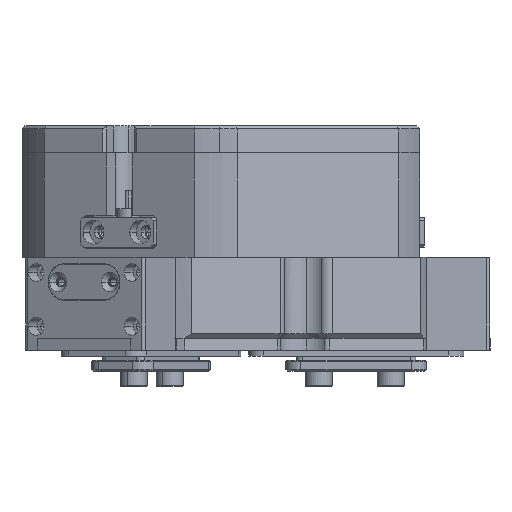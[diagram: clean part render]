
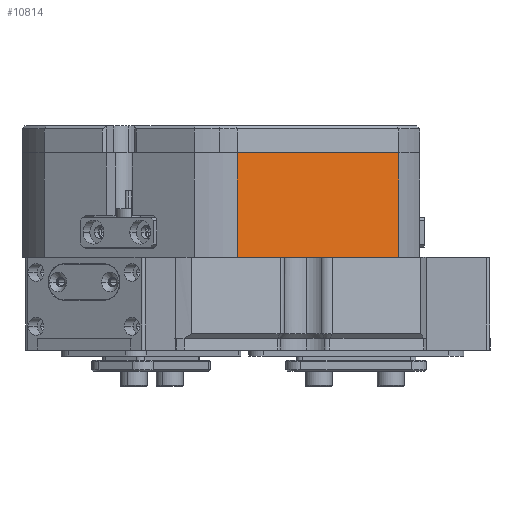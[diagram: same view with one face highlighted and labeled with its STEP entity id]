
A CAD part, front view. The second image highlights one B-rep face of the part: STEP entity #10814.
In plain terms, the highlighted planar face has unit normal (0.5, -0.866, 0).
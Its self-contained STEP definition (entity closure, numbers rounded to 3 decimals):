
#1667 = CARTESIAN_POINT ( 'NONE',  ( 69.443, -7.109, 145. ) ) ;
#4344 = ORIENTED_EDGE ( 'NONE', *, *, #6638, .F. ) ;
#4398 = DIRECTION ( 'NONE',  ( -0.866, -0.5, 0. ) ) ;
#6432 = AXIS2_PLACEMENT_3D ( 'NONE', #7721, #14758, #4398 ) ;
#6638 = EDGE_CURVE ( 'NONE', #34193, #9271, #34185, .T. ) ;
#7429 = VECTOR ( 'NONE', #24311, 1000. ) ;
#7721 = CARTESIAN_POINT ( 'NONE',  ( 69.443, -7.109, 211.198 ) ) ;
#7854 = VECTOR ( 'NONE', #11102, 1000. ) ;
#7918 = PLANE ( 'NONE',  #6432 ) ;
#8108 = FACE_OUTER_BOUND ( 'NONE', #22789, .T. ) ;
#9271 = VERTEX_POINT ( 'NONE', #24926 ) ;
#10814 = ADVANCED_FACE ( 'NONE', ( #8108 ), #7918, .F. ) ;
#11102 = DIRECTION ( 'NONE',  ( -0.866, -0.5, 0. ) ) ;
#14758 = DIRECTION ( 'NONE',  ( -0.5, 0.866, 0. ) ) ;
#16101 = LINE ( 'NONE', #1667, #7854 ) ;
#19442 = CARTESIAN_POINT ( 'NONE',  ( 17.482, -37.109, 180. ) ) ;
#22107 = ORIENTED_EDGE ( 'NONE', *, *, #60570, .F. ) ;
#22597 = VERTEX_POINT ( 'NONE', #51512 ) ;
#22789 = EDGE_LOOP ( 'NONE', ( #22107, #26504, #33317, #4344 ) ) ;
#24311 = DIRECTION ( 'NONE',  ( -0.866, -0.5, 0. ) ) ;
#24926 = CARTESIAN_POINT ( 'NONE',  ( -9.532, -52.705, 180. ) ) ;
#26504 = ORIENTED_EDGE ( 'NONE', *, *, #31322, .F. ) ;
#28300 = VERTEX_POINT ( 'NONE', #55082 ) ;
#31322 = EDGE_CURVE ( 'NONE', #22597, #28300, #50124, .T. ) ;
#33317 = ORIENTED_EDGE ( 'NONE', *, *, #37121, .T. ) ;
#34185 = LINE ( 'NONE', #39317, #61211 ) ;
#34193 = VERTEX_POINT ( 'NONE', #49781 ) ;
#34957 = DIRECTION ( 'NONE',  ( 0., 0., 1. ) ) ;
#37121 = EDGE_CURVE ( 'NONE', #22597, #9271, #46450, .T. ) ;
#39317 = CARTESIAN_POINT ( 'NONE',  ( -9.532, -52.705, 180. ) ) ;
#44116 = VECTOR ( 'NONE', #44526, 1000. ) ;
#44526 = DIRECTION ( 'NONE',  ( 0., 0., -1. ) ) ;
#44921 = CARTESIAN_POINT ( 'NONE',  ( 44.496, -21.512, 180. ) ) ;
#46450 = LINE ( 'NONE', #19442, #7429 ) ;
#49781 = CARTESIAN_POINT ( 'NONE',  ( -9.532, -52.705, 145. ) ) ;
#50124 = LINE ( 'NONE', #44921, #44116 ) ;
#51512 = CARTESIAN_POINT ( 'NONE',  ( 44.496, -21.512, 180. ) ) ;
#55082 = CARTESIAN_POINT ( 'NONE',  ( 44.496, -21.512, 145. ) ) ;
#60570 = EDGE_CURVE ( 'NONE', #28300, #34193, #16101, .T. ) ;
#61211 = VECTOR ( 'NONE', #34957, 1000. ) ;
